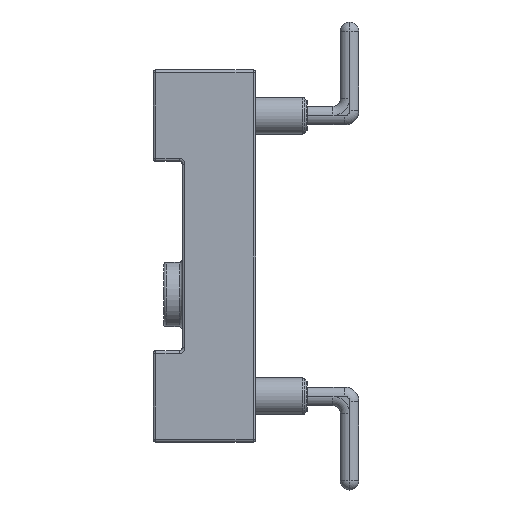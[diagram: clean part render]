
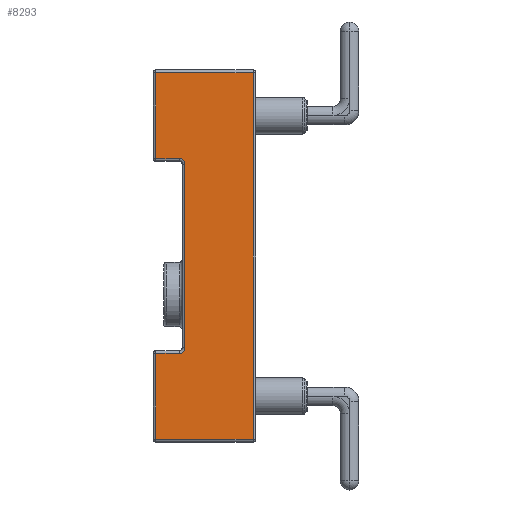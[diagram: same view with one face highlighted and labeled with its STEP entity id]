
A CAD part, left-side view. The second image highlights one B-rep face of the part: STEP entity #8293.
In plain terms, the highlighted planar face has unit normal (-1, 0, 0).
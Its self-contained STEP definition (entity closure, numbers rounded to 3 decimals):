
#839 = LINE ( 'NONE', #15589, #10267 ) ;
#965 = VERTEX_POINT ( 'NONE', #10784 ) ;
#1076 = DIRECTION ( 'NONE',  ( 0., 0., -1. ) ) ;
#1112 = ORIENTED_EDGE ( 'NONE', *, *, #12233, .T. ) ;
#1487 = VECTOR ( 'NONE', #3168, 1000. ) ;
#1616 = VECTOR ( 'NONE', #9334, 1000. ) ;
#1625 = CARTESIAN_POINT ( 'NONE',  ( -17.75, 2.075, -2.645 ) ) ;
#1697 = VERTEX_POINT ( 'NONE', #14513 ) ;
#1865 = AXIS2_PLACEMENT_3D ( 'NONE', #15719, #8421, #1076 ) ;
#2403 = ORIENTED_EDGE ( 'NONE', *, *, #8390, .T. ) ;
#2607 = VECTOR ( 'NONE', #10659, 1000. ) ;
#3168 = DIRECTION ( 'NONE',  ( 0., 1., 0. ) ) ;
#3240 = ORIENTED_EDGE ( 'NONE', *, *, #7524, .T. ) ;
#3347 = CARTESIAN_POINT ( 'NONE',  ( -17.75, 2.715, 0. ) ) ;
#3565 = VERTEX_POINT ( 'NONE', #13574 ) ;
#3830 = VERTEX_POINT ( 'NONE', #9184 ) ;
#4053 = CIRCLE ( 'NONE', #1865, 0.15 ) ;
#4155 = LINE ( 'NONE', #3347, #7003 ) ;
#4604 = ORIENTED_EDGE ( 'NONE', *, *, #7438, .F. ) ;
#4680 = DIRECTION ( 'NONE',  ( -1., 0., 0. ) ) ;
#4685 = AXIS2_PLACEMENT_3D ( 'NONE', #10115, #12578, #5225 ) ;
#4709 = ORIENTED_EDGE ( 'NONE', *, *, #11624, .T. ) ;
#4812 = ORIENTED_EDGE ( 'NONE', *, *, #9953, .T. ) ;
#5225 = DIRECTION ( 'NONE',  ( 0., 0., -1. ) ) ;
#5807 = VECTOR ( 'NONE', #11394, 1000. ) ;
#5825 = DIRECTION ( 'NONE',  ( 0., 1., 0. ) ) ;
#6235 = LINE ( 'NONE', #15482, #2607 ) ;
#6741 = EDGE_CURVE ( 'NONE', #10902, #14522, #7999, .T. ) ;
#6790 = CARTESIAN_POINT ( 'NONE',  ( -17.75, 0., -2.645 ) ) ;
#6852 = DIRECTION ( 'NONE',  ( 0., -1., 0. ) ) ;
#7003 = VECTOR ( 'NONE', #14379, 1000. ) ;
#7438 = EDGE_CURVE ( 'NONE', #10902, #7558, #15058, .T. ) ;
#7524 = EDGE_CURVE ( 'NONE', #8581, #7558, #6235, .T. ) ;
#7558 = VERTEX_POINT ( 'NONE', #10719 ) ;
#7706 = ORIENTED_EDGE ( 'NONE', *, *, #13777, .F. ) ;
#7898 = DIRECTION ( 'NONE',  ( 0., 0., 1. ) ) ;
#7999 = LINE ( 'NONE', #6790, #1487 ) ;
#8263 = CARTESIAN_POINT ( 'NONE',  ( -17.75, 1.925, 2.495 ) ) ;
#8293 = ADVANCED_FACE ( 'NONE', ( #11517 ), #14959, .F. ) ;
#8390 = EDGE_CURVE ( 'NONE', #1697, #965, #13567, .T. ) ;
#8421 = DIRECTION ( 'NONE',  ( -1., 0., 0. ) ) ;
#8581 = VERTEX_POINT ( 'NONE', #8263 ) ;
#8806 = EDGE_LOOP ( 'NONE', ( #13932, #1112, #7706, #3240, #4604, #12173, #4812, #12401, #2403, #4709 ) ) ;
#9037 = EDGE_CURVE ( 'NONE', #3565, #13751, #4155, .T. ) ;
#9070 = LINE ( 'NONE', #10134, #5807 ) ;
#9134 = CARTESIAN_POINT ( 'NONE',  ( -17.75, 0.075, 0. ) ) ;
#9184 = CARTESIAN_POINT ( 'NONE',  ( -17.75, 2.075, 2.645 ) ) ;
#9334 = DIRECTION ( 'NONE',  ( 0., 0., -1. ) ) ;
#9953 = EDGE_CURVE ( 'NONE', #14522, #13030, #11431, .T. ) ;
#10115 = CARTESIAN_POINT ( 'NONE',  ( -17.75, 0., 0. ) ) ;
#10134 = CARTESIAN_POINT ( 'NONE',  ( -17.75, 0., -4.975 ) ) ;
#10267 = VECTOR ( 'NONE', #5825, 1000. ) ;
#10533 = CARTESIAN_POINT ( 'NONE',  ( -17.75, 2.715, 0. ) ) ;
#10641 = AXIS2_PLACEMENT_3D ( 'NONE', #12043, #4680, #13258 ) ;
#10659 = DIRECTION ( 'NONE',  ( 0., 0., -1. ) ) ;
#10666 = EDGE_CURVE ( 'NONE', #13030, #1697, #9070, .T. ) ;
#10719 = CARTESIAN_POINT ( 'NONE',  ( -17.75, 1.925, -2.495 ) ) ;
#10784 = CARTESIAN_POINT ( 'NONE',  ( -17.75, 0.075, 4.975 ) ) ;
#10819 = VECTOR ( 'NONE', #6852, 1000. ) ;
#10902 = VERTEX_POINT ( 'NONE', #1625 ) ;
#11394 = DIRECTION ( 'NONE',  ( 0., -1., 0. ) ) ;
#11431 = LINE ( 'NONE', #10533, #1616 ) ;
#11517 = FACE_OUTER_BOUND ( 'NONE', #8806, .T. ) ;
#11624 = EDGE_CURVE ( 'NONE', #965, #3565, #839, .T. ) ;
#12043 = CARTESIAN_POINT ( 'NONE',  ( -17.75, 2.075, -2.495 ) ) ;
#12173 = ORIENTED_EDGE ( 'NONE', *, *, #6741, .T. ) ;
#12233 = EDGE_CURVE ( 'NONE', #13751, #3830, #14065, .T. ) ;
#12401 = ORIENTED_EDGE ( 'NONE', *, *, #10666, .T. ) ;
#12578 = DIRECTION ( 'NONE',  ( 1., 0., 0. ) ) ;
#13030 = VERTEX_POINT ( 'NONE', #14803 ) ;
#13175 = VECTOR ( 'NONE', #7898, 1000. ) ;
#13258 = DIRECTION ( 'NONE',  ( 0., 0., -1. ) ) ;
#13567 = LINE ( 'NONE', #9134, #13175 ) ;
#13574 = CARTESIAN_POINT ( 'NONE',  ( -17.75, 2.715, 4.975 ) ) ;
#13751 = VERTEX_POINT ( 'NONE', #15609 ) ;
#13777 = EDGE_CURVE ( 'NONE', #8581, #3830, #4053, .T. ) ;
#13816 = CARTESIAN_POINT ( 'NONE',  ( -17.75, 2.715, -2.645 ) ) ;
#13932 = ORIENTED_EDGE ( 'NONE', *, *, #9037, .T. ) ;
#14065 = LINE ( 'NONE', #14201, #10819 ) ;
#14201 = CARTESIAN_POINT ( 'NONE',  ( -17.75, 0., 2.645 ) ) ;
#14379 = DIRECTION ( 'NONE',  ( 0., 0., -1. ) ) ;
#14513 = CARTESIAN_POINT ( 'NONE',  ( -17.75, 0.075, -4.975 ) ) ;
#14522 = VERTEX_POINT ( 'NONE', #13816 ) ;
#14803 = CARTESIAN_POINT ( 'NONE',  ( -17.75, 2.715, -4.975 ) ) ;
#14959 = PLANE ( 'NONE',  #4685 ) ;
#15058 = CIRCLE ( 'NONE', #10641, 0.15 ) ;
#15482 = CARTESIAN_POINT ( 'NONE',  ( -17.75, 1.925, 0. ) ) ;
#15589 = CARTESIAN_POINT ( 'NONE',  ( -17.75, 0., 4.975 ) ) ;
#15609 = CARTESIAN_POINT ( 'NONE',  ( -17.75, 2.715, 2.645 ) ) ;
#15719 = CARTESIAN_POINT ( 'NONE',  ( -17.75, 2.075, 2.495 ) ) ;
